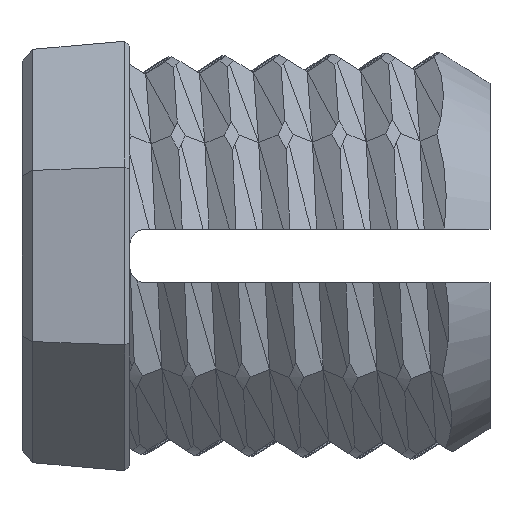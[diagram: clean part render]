
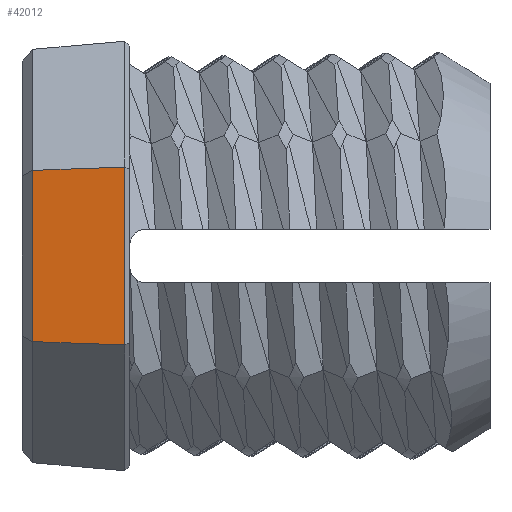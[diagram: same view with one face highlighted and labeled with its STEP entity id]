
A CAD part, left-side view. The second image highlights one B-rep face of the part: STEP entity #42012.
In plain terms, the highlighted planar face has unit normal (-0.996, 0.087, 0).
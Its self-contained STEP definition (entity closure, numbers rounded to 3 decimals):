
#41589 = PLANE('',#41590);
#41590 = AXIS2_PLACEMENT_3D('',#41591,#41592,#41593);
#41591 = CARTESIAN_POINT('',(-9.157,29.21,-14.368));
#41592 = DIRECTION('',(0.643,-0.766,
    0.));
#41593 = DIRECTION('',(0.766,0.643,0.));
#41872 = PLANE('',#41873);
#41873 = AXIS2_PLACEMENT_3D('',#41874,#41875,#41876);
#41874 = CARTESIAN_POINT('',(-10.16,24.13,4.208));
#41875 = DIRECTION('',(-0.704,0.087,
    0.704));
#41876 = DIRECTION('',(0.707,0.,0.707
    ));
#41935 = EDGE_CURVE('',#41936,#41938,#41940,.T.);
#41936 = VERTEX_POINT('',#41937);
#41937 = CARTESIAN_POINT('',(-9.76,28.704,
    4.043));
#41938 = VERTEX_POINT('',#41939);
#41939 = CARTESIAN_POINT('',(-10.14,24.364,
    4.2));
#41940 = SURFACE_CURVE('',#41941,(#41945,#41952),.PCURVE_S1.);
#41941 = LINE('',#41942,#41943);
#41942 = CARTESIAN_POINT('',(-10.16,24.13,4.208));
#41943 = VECTOR('',#41944,1.);
#41944 = DIRECTION('',(-0.087,-0.996,
    0.036));
#41945 = PCURVE('',#41872,#41946);
#41946 = DEFINITIONAL_REPRESENTATION('',(#41947),#41951);
#41947 = LINE('',#41948,#41949);
#41948 = CARTESIAN_POINT('',(0.,0.));
#41949 = VECTOR('',#41950,1.);
#41950 = DIRECTION('',(-0.036,-0.999));
#41951 = ( GEOMETRIC_REPRESENTATION_CONTEXT(2) 
PARAMETRIC_REPRESENTATION_CONTEXT() REPRESENTATION_CONTEXT('2D SPACE',''
  ) );
#41952 = PCURVE('',#41953,#41958);
#41953 = PLANE('',#41954);
#41954 = AXIS2_PLACEMENT_3D('',#41955,#41956,#41957);
#41955 = CARTESIAN_POINT('',(-10.16,24.13,-4.208));
#41956 = DIRECTION('',(-0.996,0.087,
    0.));
#41957 = DIRECTION('',(-0.087,-0.996,0.));
#41958 = DEFINITIONAL_REPRESENTATION('',(#41959),#41963);
#41959 = LINE('',#41960,#41961);
#41960 = CARTESIAN_POINT('',(0.,8.417));
#41961 = VECTOR('',#41962,1.);
#41962 = DIRECTION('',(0.999,0.036));
#41963 = ( GEOMETRIC_REPRESENTATION_CONTEXT(2) 
PARAMETRIC_REPRESENTATION_CONTEXT() REPRESENTATION_CONTEXT('2D SPACE',''
  ) );
#42012 = ADVANCED_FACE('',(#42013),#41953,.T.);
#42013 = FACE_BOUND('',#42014,.T.);
#42014 = EDGE_LOOP('',(#42015,#42045,#42071,#42072));
#42015 = ORIENTED_EDGE('',*,*,#42016,.T.);
#42016 = EDGE_CURVE('',#42017,#42019,#42021,.T.);
#42017 = VERTEX_POINT('',#42018);
#42018 = CARTESIAN_POINT('',(-9.76,28.704,
    -4.043));
#42019 = VERTEX_POINT('',#42020);
#42020 = CARTESIAN_POINT('',(-10.14,24.364,
    -4.2));
#42021 = SURFACE_CURVE('',#42022,(#42026,#42033),.PCURVE_S1.);
#42022 = LINE('',#42023,#42024);
#42023 = CARTESIAN_POINT('',(-10.16,24.13,-4.208));
#42024 = VECTOR('',#42025,1.);
#42025 = DIRECTION('',(-0.087,-0.996,
    -0.036));
#42026 = PCURVE('',#41953,#42027);
#42027 = DEFINITIONAL_REPRESENTATION('',(#42028),#42032);
#42028 = LINE('',#42029,#42030);
#42029 = CARTESIAN_POINT('',(0.,0.));
#42030 = VECTOR('',#42031,1.);
#42031 = DIRECTION('',(0.999,-0.036));
#42032 = ( GEOMETRIC_REPRESENTATION_CONTEXT(2) 
PARAMETRIC_REPRESENTATION_CONTEXT() REPRESENTATION_CONTEXT('2D SPACE',''
  ) );
#42033 = PCURVE('',#42034,#42039);
#42034 = PLANE('',#42035);
#42035 = AXIS2_PLACEMENT_3D('',#42036,#42037,#42038);
#42036 = CARTESIAN_POINT('',(-4.208,24.13,-10.16));
#42037 = DIRECTION('',(-0.704,0.087,
    -0.704));
#42038 = DIRECTION('',(-0.707,0.,0.707));
#42039 = DEFINITIONAL_REPRESENTATION('',(#42040),#42044);
#42040 = LINE('',#42041,#42042);
#42041 = CARTESIAN_POINT('',(8.417,0.));
#42042 = VECTOR('',#42043,1.);
#42043 = DIRECTION('',(0.036,-0.999));
#42044 = ( GEOMETRIC_REPRESENTATION_CONTEXT(2) 
PARAMETRIC_REPRESENTATION_CONTEXT() REPRESENTATION_CONTEXT('2D SPACE',''
  ) );
#42045 = ORIENTED_EDGE('',*,*,#42046,.T.);
#42046 = EDGE_CURVE('',#42019,#41938,#42047,.T.);
#42047 = SURFACE_CURVE('',#42048,(#42052,#42059),.PCURVE_S1.);
#42048 = LINE('',#42049,#42050);
#42049 = CARTESIAN_POINT('',(-10.14,24.364,
    -4.208));
#42050 = VECTOR('',#42051,1.);
#42051 = DIRECTION('',(0.,0.,1.));
#42052 = PCURVE('',#41953,#42053);
#42053 = DEFINITIONAL_REPRESENTATION('',(#42054),#42058);
#42054 = LINE('',#42055,#42056);
#42055 = CARTESIAN_POINT('',(-0.234,0.));
#42056 = VECTOR('',#42057,1.);
#42057 = DIRECTION('',(0.,1.));
#42058 = ( GEOMETRIC_REPRESENTATION_CONTEXT(2) 
PARAMETRIC_REPRESENTATION_CONTEXT() REPRESENTATION_CONTEXT('2D SPACE',''
  ) );
#42059 = PCURVE('',#42060,#42065);
#42060 = PLANE('',#42061);
#42061 = AXIS2_PLACEMENT_3D('',#42062,#42063,#42064);
#42062 = CARTESIAN_POINT('',(-10.14,24.364,
    -4.208));
#42063 = DIRECTION('',(-0.707,-0.707,
    0.));
#42064 = DIRECTION('',(0.707,-0.707,0.));
#42065 = DEFINITIONAL_REPRESENTATION('',(#42066),#42070);
#42066 = LINE('',#42067,#42068);
#42067 = CARTESIAN_POINT('',(0.,0.));
#42068 = VECTOR('',#42069,1.);
#42069 = DIRECTION('',(0.,1.));
#42070 = ( GEOMETRIC_REPRESENTATION_CONTEXT(2) 
PARAMETRIC_REPRESENTATION_CONTEXT() REPRESENTATION_CONTEXT('2D SPACE',''
  ) );
#42071 = ORIENTED_EDGE('',*,*,#41935,.F.);
#42072 = ORIENTED_EDGE('',*,*,#42073,.T.);
#42073 = EDGE_CURVE('',#41936,#42017,#42074,.T.);
#42074 = SURFACE_CURVE('',#42075,(#42079,#42086),.PCURVE_S1.);
#42075 = LINE('',#42076,#42077);
#42076 = CARTESIAN_POINT('',(-9.76,28.704,
    -4.024));
#42077 = VECTOR('',#42078,1.);
#42078 = DIRECTION('',(0.,0.,-1.));
#42079 = PCURVE('',#41953,#42080);
#42080 = DEFINITIONAL_REPRESENTATION('',(#42081),#42085);
#42081 = LINE('',#42082,#42083);
#42082 = CARTESIAN_POINT('',(-4.591,0.184));
#42083 = VECTOR('',#42084,1.);
#42084 = DIRECTION('',(0.,-1.));
#42085 = ( GEOMETRIC_REPRESENTATION_CONTEXT(2) 
PARAMETRIC_REPRESENTATION_CONTEXT() REPRESENTATION_CONTEXT('2D SPACE',''
  ) );
#42086 = PCURVE('',#41589,#42087);
#42087 = DEFINITIONAL_REPRESENTATION('',(#42088),#42092);
#42088 = LINE('',#42089,#42090);
#42089 = CARTESIAN_POINT('',(-0.787,10.344));
#42090 = VECTOR('',#42091,1.);
#42091 = DIRECTION('',(0.,-1.));
#42092 = ( GEOMETRIC_REPRESENTATION_CONTEXT(2) 
PARAMETRIC_REPRESENTATION_CONTEXT() REPRESENTATION_CONTEXT('2D SPACE',''
  ) );
